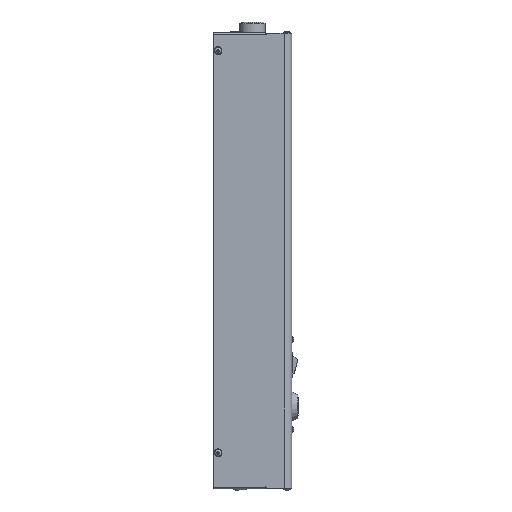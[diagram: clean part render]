
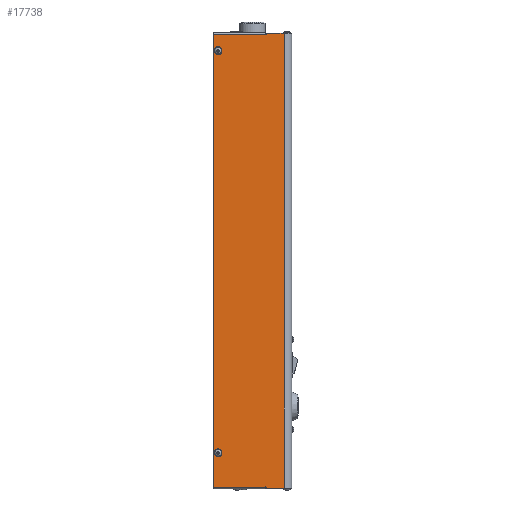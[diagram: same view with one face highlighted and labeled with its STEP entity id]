
A CAD part, front view. The second image highlights one B-rep face of the part: STEP entity #17738.
In plain terms, the highlighted planar face has unit normal (0, -1, 0).
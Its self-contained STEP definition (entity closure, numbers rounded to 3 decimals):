
#17738=ADVANCED_FACE('',(#44470,#44472,#44474),#44476,.T.);
#44470=FACE_BOUND('',#44471,.T.);
#44471=EDGE_LOOP('',(#69077,#69078,#69079,#69080,#69081,#69082,#69083,#69084,#69085,
#69086,#69087,#69088,#69089,#69090));
#44472=FACE_BOUND('',#44473,.T.);
#44473=EDGE_LOOP('',(#69091));
#44474=FACE_BOUND('',#44475,.T.);
#44475=EDGE_LOOP('',(#69092));
#44476=PLANE('',#44477);
#44477=AXIS2_PLACEMENT_3D('',#44478,#44479,#44480);
#44478=CARTESIAN_POINT('',(134.157,-122.1,-13.15));
#44479=DIRECTION('',(0.,-1.,0.));
#44480=DIRECTION('',(1.,0.,0.));
#69077=ORIENTED_EDGE('',*,*,#82319,.F.);
#69078=ORIENTED_EDGE('',*,*,#82320,.T.);
#69079=ORIENTED_EDGE('',*,*,#82321,.T.);
#69080=ORIENTED_EDGE('',*,*,#82322,.T.);
#69081=ORIENTED_EDGE('',*,*,#82323,.T.);
#69082=ORIENTED_EDGE('',*,*,#82324,.T.);
#69083=ORIENTED_EDGE('',*,*,#82325,.T.);
#69084=ORIENTED_EDGE('',*,*,#82326,.T.);
#69085=ORIENTED_EDGE('',*,*,#82327,.T.);
#69086=ORIENTED_EDGE('',*,*,#82328,.T.);
#69087=ORIENTED_EDGE('',*,*,#82329,.F.);
#69088=ORIENTED_EDGE('',*,*,#82330,.T.);
#69089=ORIENTED_EDGE('',*,*,#81236,.T.);
#69090=ORIENTED_EDGE('',*,*,#82331,.T.);
#69091=ORIENTED_EDGE('',*,*,#82332,.T.);
#69092=ORIENTED_EDGE('',*,*,#82333,.T.);
#81236=EDGE_CURVE('',#93855,#93856,#93857,.T.);
#82319=EDGE_CURVE('',#95792,#95793,#95794,.F.);
#82320=EDGE_CURVE('',#95792,#95795,#95796,.F.);
#82321=EDGE_CURVE('',#95795,#95797,#95798,.F.);
#82322=EDGE_CURVE('',#95797,#94181,#95799,.F.);
#82323=EDGE_CURVE('',#94181,#95800,#95801,.T.);
#82324=EDGE_CURVE('',#95800,#95802,#95803,.T.);
#82325=EDGE_CURVE('',#95802,#94019,#95804,.T.);
#82326=EDGE_CURVE('',#94019,#95805,#95806,.F.);
#82327=EDGE_CURVE('',#95805,#95807,#95808,.F.);
#82328=EDGE_CURVE('',#95807,#95809,#95810,.F.);
#82329=EDGE_CURVE('',#95811,#95809,#95812,.F.);
#82330=EDGE_CURVE('',#95811,#93855,#95813,.T.);
#82331=EDGE_CURVE('',#93856,#95793,#95814,.T.);
#82332=EDGE_CURVE('',#95815,#95815,#95816,.T.);
#82333=EDGE_CURVE('',#95817,#95817,#95818,.T.);
#93855=VERTEX_POINT('',#122260);
#93856=VERTEX_POINT('',#122261);
#93857=LINE('',#122262,#122263);
#94019=VERTEX_POINT('',#122678);
#94181=VERTEX_POINT('',#123064);
#95792=VERTEX_POINT('',#127575);
#95793=VERTEX_POINT('',#127576);
#95794=CIRCLE('',#127577,0.4);
#95795=VERTEX_POINT('',#127581);
#95796=LINE('',#127582,#127583);
#95797=VERTEX_POINT('',#127585);
#95798=CIRCLE('',#127586,0.25);
#95799=LINE('',#127590,#127591);
#95800=VERTEX_POINT('',#127593);
#95801=LINE('',#127594,#127595);
#95802=VERTEX_POINT('',#127597);
#95803=LINE('',#127598,#127599);
#95804=LINE('',#127601,#127602);
#95805=VERTEX_POINT('',#127604);
#95806=LINE('',#127605,#127606);
#95807=VERTEX_POINT('',#127608);
#95808=CIRCLE('',#127609,0.25);
#95809=VERTEX_POINT('',#127613);
#95810=LINE('',#127614,#127615);
#95811=VERTEX_POINT('',#127617);
#95812=CIRCLE('',#127618,0.4);
#95813=LINE('',#127622,#127623);
#95814=LINE('',#127625,#127626);
#95815=VERTEX_POINT('',#127628);
#95816=CIRCLE('',#127629,5.);
#95817=VERTEX_POINT('',#127633);
#95818=CIRCLE('',#127634,5.);
#122260=CARTESIAN_POINT('',(40.45,-122.1,-303.7));
#122261=CARTESIAN_POINT('',(40.45,-122.1,277.4));
#122262=CARTESIAN_POINT('',(40.45,-122.1,-303.7));
#122263=VECTOR('',#122264,1.);
#122264=DIRECTION('',(0.,0.,1.));
#122678=CARTESIAN_POINT('',(16.95,-122.1,-302.7));
#123064=CARTESIAN_POINT('',(16.95,-122.1,276.4));
#127575=CARTESIAN_POINT('',(17.45,-122.1,277.));
#127576=CARTESIAN_POINT('',(17.85,-122.1,277.4));
#127577=AXIS2_PLACEMENT_3D('',#127578,#127579,#127580);
#127578=CARTESIAN_POINT('',(17.85,-122.1,277.));
#127579=DIRECTION('',(0.,-1.,0.));
#127580=DIRECTION('',(0.,0.,1.));
#127581=CARTESIAN_POINT('',(17.45,-122.1,276.2));
#127582=CARTESIAN_POINT('',(17.45,-122.1,276.2));
#127583=VECTOR('',#127584,1.);
#127584=DIRECTION('',(0.,0.,1.));
#127585=CARTESIAN_POINT('',(16.95,-122.1,276.2));
#127586=AXIS2_PLACEMENT_3D('',#127587,#127588,#127589);
#127587=CARTESIAN_POINT('',(17.2,-122.1,276.2));
#127588=DIRECTION('',(0.,-1.,0.));
#127589=DIRECTION('',(-1.,0.,0.));
#127590=CARTESIAN_POINT('',(16.95,-122.1,276.4));
#127591=VECTOR('',#127592,1.);
#127592=DIRECTION('',(0.,0.,-1.));
#127593=CARTESIAN_POINT('',(-49.85,-122.1,276.4));
#127594=CARTESIAN_POINT('',(16.95,-122.1,276.4));
#127595=VECTOR('',#127596,1.);
#127596=DIRECTION('',(-1.,0.,0.));
#127597=CARTESIAN_POINT('',(-49.85,-122.1,-302.7));
#127598=CARTESIAN_POINT('',(-49.85,-122.1,276.4));
#127599=VECTOR('',#127600,1.);
#127600=DIRECTION('',(0.,0.,-1.));
#127601=CARTESIAN_POINT('',(-49.85,-122.1,-302.7));
#127602=VECTOR('',#127603,1.);
#127603=DIRECTION('',(1.,0.,0.));
#127604=CARTESIAN_POINT('',(16.95,-122.1,-302.5));
#127605=CARTESIAN_POINT('',(16.95,-122.1,-302.5));
#127606=VECTOR('',#127607,1.);
#127607=DIRECTION('',(0.,0.,-1.));
#127608=CARTESIAN_POINT('',(17.45,-122.1,-302.5));
#127609=AXIS2_PLACEMENT_3D('',#127610,#127611,#127612);
#127610=CARTESIAN_POINT('',(17.2,-122.1,-302.5));
#127611=DIRECTION('',(0.,-1.,0.));
#127612=DIRECTION('',(1.,0.,0.));
#127613=CARTESIAN_POINT('',(17.45,-122.1,-303.3));
#127614=CARTESIAN_POINT('',(17.45,-122.1,-303.3));
#127615=VECTOR('',#127616,1.);
#127616=DIRECTION('',(0.,0.,1.));
#127617=CARTESIAN_POINT('',(17.85,-122.1,-303.7));
#127618=AXIS2_PLACEMENT_3D('',#127619,#127620,#127621);
#127619=CARTESIAN_POINT('',(17.85,-122.1,-303.3));
#127620=DIRECTION('',(0.,-1.,0.));
#127621=DIRECTION('',(-1.,0.,0.));
#127622=CARTESIAN_POINT('',(17.85,-122.1,-303.7));
#127623=VECTOR('',#127624,1.);
#127624=DIRECTION('',(1.,0.,0.));
#127625=CARTESIAN_POINT('',(40.45,-122.1,277.4));
#127626=VECTOR('',#127627,1.);
#127627=DIRECTION('',(-1.,0.,0.));
#127628=CARTESIAN_POINT('',(-49.,-122.1,255.4));
#127629=AXIS2_PLACEMENT_3D('',#127630,#127631,#127632);
#127630=CARTESIAN_POINT('',(-44.,-122.1,255.4));
#127631=DIRECTION('',(0.,1.,0.));
#127632=DIRECTION('',(-1.,0.,0.));
#127633=CARTESIAN_POINT('',(-49.,-122.1,-258.6));
#127634=AXIS2_PLACEMENT_3D('',#127635,#127636,#127637);
#127635=CARTESIAN_POINT('',(-44.,-122.1,-258.6));
#127636=DIRECTION('',(0.,1.,0.));
#127637=DIRECTION('',(-1.,0.,0.));
